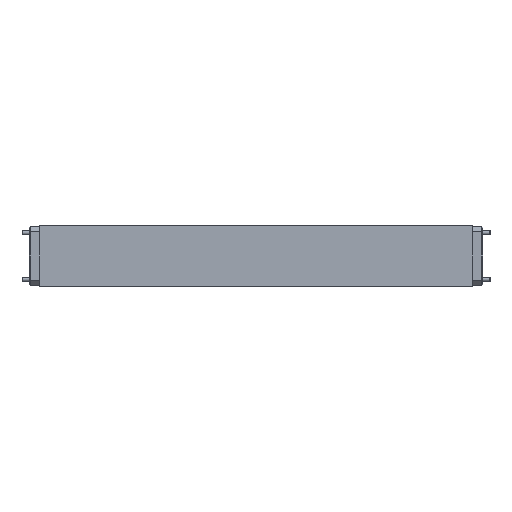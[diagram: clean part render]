
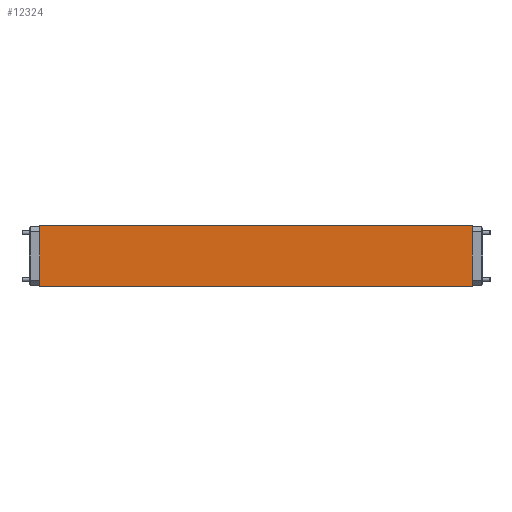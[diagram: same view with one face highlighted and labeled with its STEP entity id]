
A CAD part, front view. The second image highlights one B-rep face of the part: STEP entity #12324.
In plain terms, the highlighted planar face has unit normal (0, -1, 0).
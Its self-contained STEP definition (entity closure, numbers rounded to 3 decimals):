
#675 = AXIS2_PLACEMENT_3D ( 'NONE', #60874, #7615, #71105 ) ;
#771 = ORIENTED_EDGE ( 'NONE', *, *, #14918, .T. ) ;
#1436 = CARTESIAN_POINT ( 'NONE',  ( 10.378, -0.241, -0.689 ) ) ;
#3612 = VECTOR ( 'NONE', #44685, 39.37 ) ;
#4411 = EDGE_CURVE ( 'NONE', #10614, #28705, #66329, .T. ) ;
#4810 = EDGE_CURVE ( 'NONE', #69026, #62324, #58600, .T. ) ;
#4956 = EDGE_CURVE ( 'NONE', #38159, #10614, #36646, .T. ) ;
#5578 = CARTESIAN_POINT ( 'NONE',  ( 10.378, -0.241, 0.689 ) ) ;
#7582 = CARTESIAN_POINT ( 'NONE',  ( 10.378, -0.241, -0.709 ) ) ;
#7615 = DIRECTION ( 'NONE',  ( 0., 1., 0. ) ) ;
#8061 = VECTOR ( 'NONE', #42702, 39.37 ) ;
#10229 = EDGE_CURVE ( 'NONE', #23000, #21573, #44148, .T. ) ;
#10614 = VERTEX_POINT ( 'NONE', #69903 ) ;
#12324 = ADVANCED_FACE ( 'NONE', ( #37058 ), #59379, .F. ) ;
#13208 = ORIENTED_EDGE ( 'NONE', *, *, #67107, .T. ) ;
#14918 = EDGE_CURVE ( 'NONE', #28705, #30951, #61562, .T. ) ;
#15445 = CARTESIAN_POINT ( 'NONE',  ( 10.378, -0.241, 0.709 ) ) ;
#15761 = CARTESIAN_POINT ( 'NONE',  ( 0.252, -0.241, -0.709 ) ) ;
#17781 = VECTOR ( 'NONE', #50965, 39.37 ) ;
#19412 = CARTESIAN_POINT ( 'NONE',  ( 10.378, -0.241, 0.709 ) ) ;
#20365 = DIRECTION ( 'NONE',  ( 1., 0., 0. ) ) ;
#21573 = VERTEX_POINT ( 'NONE', #19412 ) ;
#21586 = EDGE_CURVE ( 'NONE', #21573, #62324, #61328, .T. ) ;
#21925 = ORIENTED_EDGE ( 'NONE', *, *, #32027, .T. ) ;
#22087 = VECTOR ( 'NONE', #61483, 39.37 ) ;
#22516 = LINE ( 'NONE', #67150, #45021 ) ;
#23000 = VERTEX_POINT ( 'NONE', #50379 ) ;
#23516 = DIRECTION ( 'NONE',  ( -1., 0., 0. ) ) ;
#23689 = VECTOR ( 'NONE', #47816, 39.37 ) ;
#24648 = VERTEX_POINT ( 'NONE', #1436 ) ;
#25497 = EDGE_LOOP ( 'NONE', ( #74562, #21925, #56169, #59596, #37521, #30226, #13208, #47379, #33635, #771 ) ) ;
#26250 = CARTESIAN_POINT ( 'NONE',  ( 0.252, -0.241, 0.709 ) ) ;
#26561 = CARTESIAN_POINT ( 'NONE',  ( 10.378, -0.241, 0.709 ) ) ;
#28705 = VERTEX_POINT ( 'NONE', #15761 ) ;
#30226 = ORIENTED_EDGE ( 'NONE', *, *, #10229, .F. ) ;
#30951 = VERTEX_POINT ( 'NONE', #7582 ) ;
#32027 = EDGE_CURVE ( 'NONE', #24648, #64737, #56419, .T. ) ;
#33050 = VECTOR ( 'NONE', #43424, 39.37 ) ;
#33635 = ORIENTED_EDGE ( 'NONE', *, *, #4411, .T. ) ;
#36646 = LINE ( 'NONE', #71443, #8061 ) ;
#37021 = DIRECTION ( 'NONE',  ( 1., 0., 0. ) ) ;
#37058 = FACE_OUTER_BOUND ( 'NONE', #25497, .T. ) ;
#37521 = ORIENTED_EDGE ( 'NONE', *, *, #21586, .F. ) ;
#38159 = VERTEX_POINT ( 'NONE', #70986 ) ;
#38889 = VECTOR ( 'NONE', #20365, 39.37 ) ;
#39534 = CARTESIAN_POINT ( 'NONE',  ( 0.252, -0.241, 0.709 ) ) ;
#42702 = DIRECTION ( 'NONE',  ( 0., 0., -1. ) ) ;
#43424 = DIRECTION ( 'NONE',  ( 0., 0., 1. ) ) ;
#44148 = LINE ( 'NONE', #15445, #38889 ) ;
#44685 = DIRECTION ( 'NONE',  ( 0., 0., -1. ) ) ;
#45021 = VECTOR ( 'NONE', #68630, 39.37 ) ;
#47379 = ORIENTED_EDGE ( 'NONE', *, *, #4956, .T. ) ;
#47816 = DIRECTION ( 'NONE',  ( 0., 0., -1. ) ) ;
#48383 = CARTESIAN_POINT ( 'NONE',  ( 10.378, -0.241, 0.689 ) ) ;
#49837 = LINE ( 'NONE', #55874, #33050 ) ;
#50333 = CARTESIAN_POINT ( 'NONE',  ( 10.378, -0.241, -0.689 ) ) ;
#50379 = CARTESIAN_POINT ( 'NONE',  ( 0.252, -0.241, 0.709 ) ) ;
#50965 = DIRECTION ( 'NONE',  ( 1., 0., 0. ) ) ;
#51474 = VECTOR ( 'NONE', #37021, 39.37 ) ;
#55084 = EDGE_CURVE ( 'NONE', #64737, #69026, #49837, .T. ) ;
#55874 = CARTESIAN_POINT ( 'NONE',  ( 10.378, -0.241, 0.709 ) ) ;
#56169 = ORIENTED_EDGE ( 'NONE', *, *, #55084, .T. ) ;
#56419 = LINE ( 'NONE', #63575, #64923 ) ;
#56999 = CARTESIAN_POINT ( 'NONE',  ( 10.378, -0.241, -0.709 ) ) ;
#58600 = LINE ( 'NONE', #48383, #51474 ) ;
#59379 = PLANE ( 'NONE',  #675 ) ;
#59596 = ORIENTED_EDGE ( 'NONE', *, *, #4810, .T. ) ;
#60874 = CARTESIAN_POINT ( 'NONE',  ( 10.378, -0.241, 0.709 ) ) ;
#61328 = LINE ( 'NONE', #26561, #3612 ) ;
#61483 = DIRECTION ( 'NONE',  ( 0., 0., -1. ) ) ;
#61562 = LINE ( 'NONE', #56999, #17781 ) ;
#62324 = VERTEX_POINT ( 'NONE', #5578 ) ;
#62970 = LINE ( 'NONE', #39534, #22087 ) ;
#63575 = CARTESIAN_POINT ( 'NONE',  ( 10.378, -0.241, -0.689 ) ) ;
#64737 = VERTEX_POINT ( 'NONE', #50333 ) ;
#64801 = CARTESIAN_POINT ( 'NONE',  ( 10.378, -0.241, 0.689 ) ) ;
#64923 = VECTOR ( 'NONE', #23516, 39.37 ) ;
#66329 = LINE ( 'NONE', #26250, #23689 ) ;
#66795 = EDGE_CURVE ( 'NONE', #24648, #30951, #22516, .T. ) ;
#67107 = EDGE_CURVE ( 'NONE', #23000, #38159, #62970, .T. ) ;
#67150 = CARTESIAN_POINT ( 'NONE',  ( 10.378, -0.241, 0.709 ) ) ;
#68630 = DIRECTION ( 'NONE',  ( 0., 0., -1. ) ) ;
#69026 = VERTEX_POINT ( 'NONE', #64801 ) ;
#69903 = CARTESIAN_POINT ( 'NONE',  ( 0.252, -0.241, -0.689 ) ) ;
#70986 = CARTESIAN_POINT ( 'NONE',  ( 0.252, -0.241, 0.689 ) ) ;
#71105 = DIRECTION ( 'NONE',  ( 1., 0., 0. ) ) ;
#71443 = CARTESIAN_POINT ( 'NONE',  ( 0.252, -0.241, 0.709 ) ) ;
#74562 = ORIENTED_EDGE ( 'NONE', *, *, #66795, .F. ) ;
